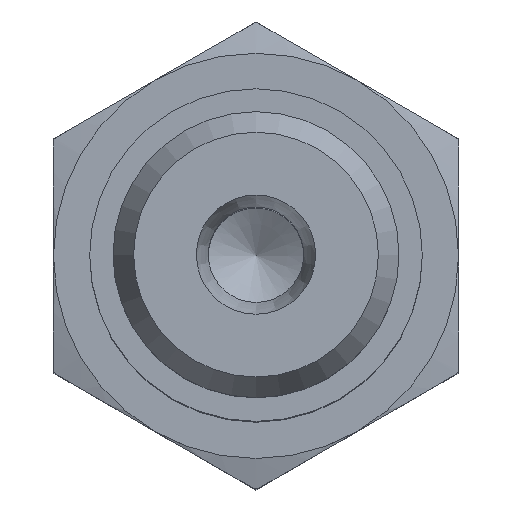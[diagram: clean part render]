
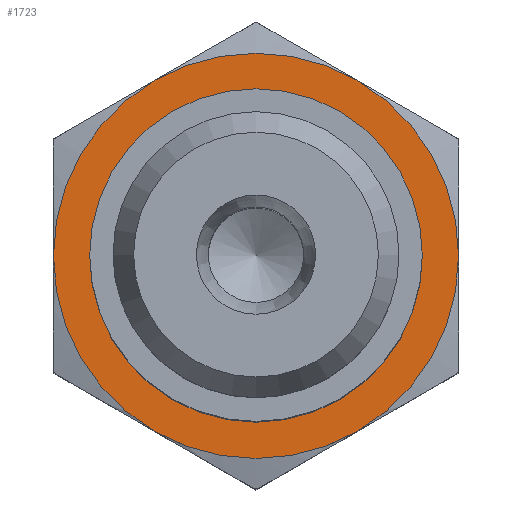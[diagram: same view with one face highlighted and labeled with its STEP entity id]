
A CAD part, top view. The second image highlights one B-rep face of the part: STEP entity #1723.
In plain terms, the highlighted planar face has unit normal (0, 0, 1).
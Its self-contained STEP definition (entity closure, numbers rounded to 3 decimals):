
#413=CARTESIAN_POINT('',(6.98,0.,5.0));
#414=VERTEX_POINT('',#413);
#415=CARTESIAN_POINT('',(0.0,0.0,5.));
#416=DIRECTION('',(0.0,0.0,1.0));
#417=DIRECTION('',(-1.0,0.0,0.0));
#418=AXIS2_PLACEMENT_3D('',#415,#416,#417);
#419=CIRCLE('',#418,6.98);
#420=EDGE_CURVE('',#414,#414,#419,.T.);
#1638=CARTESIAN_POINT('',(-8.5,0.,5.));
#1639=VERTEX_POINT('',#1638);
#1640=CARTESIAN_POINT('',(0.,0.,5.));
#1641=DIRECTION('',(0.0,0.0,1.0));
#1642=DIRECTION('',(-1.0,0.0,0.0));
#1643=AXIS2_PLACEMENT_3D('',#1640,#1641,#1642);
#1644=CIRCLE('',#1643,8.5);
#1645=EDGE_CURVE('',#1639,#1639,#1644,.T.);
#1712=CARTESIAN_POINT('',(0.,0.,5.));
#1713=DIRECTION('',(0.0,0.0,1.0));
#1714=DIRECTION('',(1.0,0.0,0.0));
#1715=AXIS2_PLACEMENT_3D('',#1712,#1713,#1714);
#1716=PLANE('',#1715);
#1717=ORIENTED_EDGE('',*,*,#1645,.T.);
#1718=EDGE_LOOP('',(#1717));
#1719=FACE_OUTER_BOUND('',#1718,.T.);
#1720=ORIENTED_EDGE('',*,*,#420,.F.);
#1721=EDGE_LOOP('',(#1720));
#1722=FACE_BOUND('',#1721,.T.);
#1723=ADVANCED_FACE('',(#1719,#1722),#1716,.T.);
